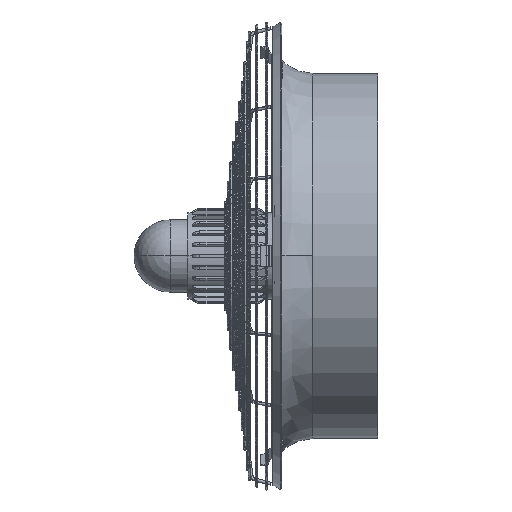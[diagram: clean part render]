
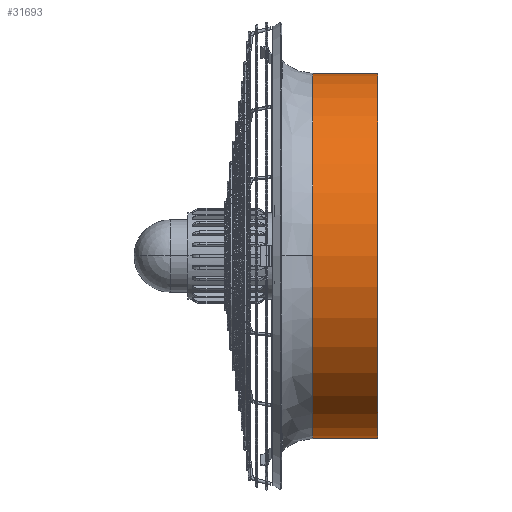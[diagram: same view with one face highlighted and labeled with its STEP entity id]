
A CAD part, top view. The second image highlights one B-rep face of the part: STEP entity #31693.
In plain terms, the highlighted cylindrical face has radius 207 mm (diameter 414 mm), a partial arc.
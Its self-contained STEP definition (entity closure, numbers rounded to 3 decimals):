
#618 = DIRECTION ( 'NONE',  ( 1., 0., 0. ) ) ;
#1884 = CARTESIAN_POINT ( 'NONE',  ( 97.6, 121.439, 0. ) ) ;
#2867 = CARTESIAN_POINT ( 'NONE',  ( 60.6, -292.561, 0. ) ) ;
#5116 = LINE ( 'NONE', #1884, #34298 ) ;
#5337 = EDGE_CURVE ( 'NONE', #19310, #11119, #35568, .T. ) ;
#5477 = CARTESIAN_POINT ( 'NONE',  ( 60.6, 121.439, 0. ) ) ;
#5692 = VECTOR ( 'NONE', #11820, 1000. ) ;
#5693 = CARTESIAN_POINT ( 'NONE',  ( 134.6, 121.439, 0. ) ) ;
#6077 = CARTESIAN_POINT ( 'NONE',  ( 60.6, -85.561, 207. ) ) ;
#8001 = DIRECTION ( 'NONE',  ( 1., 0., 0. ) ) ;
#10554 = AXIS2_PLACEMENT_3D ( 'NONE', #34567, #618, #28624 ) ;
#11119 = VERTEX_POINT ( 'NONE', #2867 ) ;
#11196 = AXIS2_PLACEMENT_3D ( 'NONE', #20825, #35899, #27065 ) ;
#11820 = DIRECTION ( 'NONE',  ( 1., 0., 0. ) ) ;
#12343 = CIRCLE ( 'NONE', #11196, 207. ) ;
#12604 = VERTEX_POINT ( 'NONE', #5693 ) ;
#13042 = ORIENTED_EDGE ( 'NONE', *, *, #25530, .T. ) ;
#13225 = CIRCLE ( 'NONE', #10554, 207. ) ;
#13331 = ORIENTED_EDGE ( 'NONE', *, *, #35492, .T. ) ;
#13968 = ORIENTED_EDGE ( 'NONE', *, *, #32156, .F. ) ;
#14649 = DIRECTION ( 'NONE',  ( 1., 0., 0. ) ) ;
#15676 = VERTEX_POINT ( 'NONE', #37585 ) ;
#15811 = FACE_OUTER_BOUND ( 'NONE', #25557, .T. ) ;
#16816 = DIRECTION ( 'NONE',  ( 1., 0., 0. ) ) ;
#19310 = VERTEX_POINT ( 'NONE', #6077 ) ;
#19977 = ORIENTED_EDGE ( 'NONE', *, *, #5337, .T. ) ;
#20735 = ORIENTED_EDGE ( 'NONE', *, *, #29165, .T. ) ;
#20771 = CARTESIAN_POINT ( 'NONE',  ( 60.6, -85.561, 0. ) ) ;
#20825 = CARTESIAN_POINT ( 'NONE',  ( 134.6, -85.561, 0. ) ) ;
#21493 = AXIS2_PLACEMENT_3D ( 'NONE', #20771, #14649, #32993 ) ;
#21687 = VERTEX_POINT ( 'NONE', #5477 ) ;
#24189 = AXIS2_PLACEMENT_3D ( 'NONE', #32321, #16816, #39351 ) ;
#25530 = EDGE_CURVE ( 'NONE', #15676, #12604, #12343, .T. ) ;
#25557 = EDGE_LOOP ( 'NONE', ( #13968, #20735, #19977, #13331, #13042 ) ) ;
#27065 = DIRECTION ( 'NONE',  ( 0., -1., 0. ) ) ;
#28624 = DIRECTION ( 'NONE',  ( 0., -1., 0. ) ) ;
#29165 = EDGE_CURVE ( 'NONE', #21687, #19310, #13225, .T. ) ;
#30531 = LINE ( 'NONE', #36794, #5692 ) ;
#31693 = ADVANCED_FACE ( 'NONE', ( #15811 ), #37121, .T. ) ;
#32156 = EDGE_CURVE ( 'NONE', #21687, #12604, #5116, .T. ) ;
#32321 = CARTESIAN_POINT ( 'NONE',  ( 97.6, -85.561, 0. ) ) ;
#32993 = DIRECTION ( 'NONE',  ( 0., -1., 0. ) ) ;
#34298 = VECTOR ( 'NONE', #8001, 1000. ) ;
#34567 = CARTESIAN_POINT ( 'NONE',  ( 60.6, -85.561, 0. ) ) ;
#35492 = EDGE_CURVE ( 'NONE', #11119, #15676, #30531, .T. ) ;
#35568 = CIRCLE ( 'NONE', #21493, 207. ) ;
#35899 = DIRECTION ( 'NONE',  ( -1., 0., 0. ) ) ;
#36794 = CARTESIAN_POINT ( 'NONE',  ( 97.6, -292.561, 0. ) ) ;
#37121 = CYLINDRICAL_SURFACE ( 'NONE', #24189, 207. ) ;
#37585 = CARTESIAN_POINT ( 'NONE',  ( 134.6, -292.561, 0. ) ) ;
#39351 = DIRECTION ( 'NONE',  ( 0., -1., 0. ) ) ;
